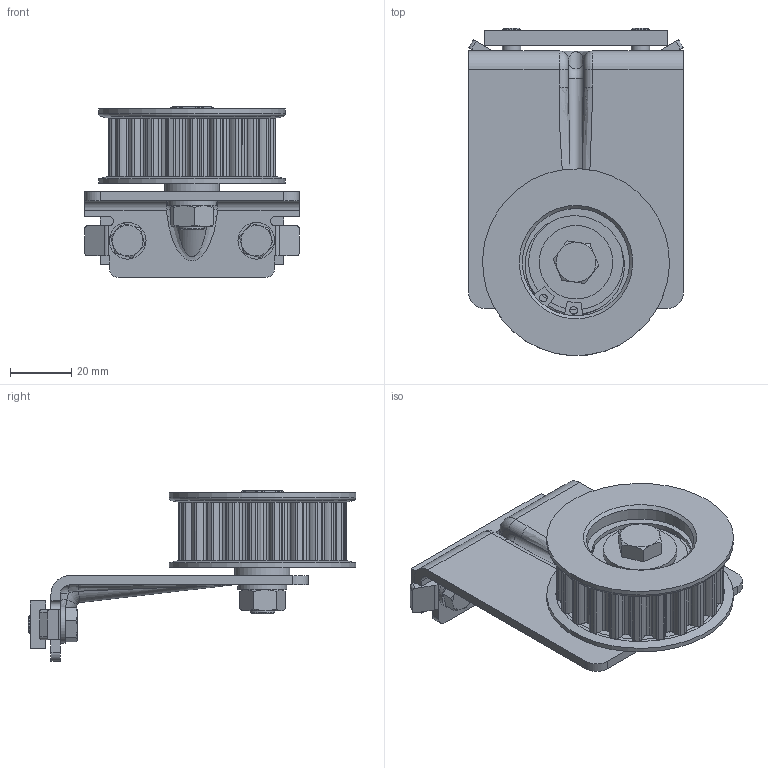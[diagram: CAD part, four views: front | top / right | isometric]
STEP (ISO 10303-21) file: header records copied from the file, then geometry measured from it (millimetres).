
FILE_DESCRIPTION(/* description */ (''),/* implementation_level */ '2;1');
FILE_NAME(/* name */ '6FB1104-0AT03-0AS0_3d.stp',/* time_stamp */ '2018-01-25T15:12:06+01:00',/* author */ ('Naepfel'),/* organization */ ('Siemens AG'),/* preprocessor_version */ 'ST-DEVELOPER v16',/* originating_system */ 'SIEMENS PLM Software NX 10.0',/* authorisation */ '');
FILE_SCHEMA (('AUTOMOTIVE_DESIGN { 1 0 10303 214 3 1 1 1 }'));
Length unit declared in the file: millimetre
Products named in the file (2): A5E43786644A_001; A5E43786514A_001
Assembly tree (1 placements, depth 2):
  A5E43786514A_001
    A5E43786644A_001
Bounding box: 70.01 x 106.87 x 55.8 mm (x, y, z)
Volume: 74507.3 mm3; surface area: 50319.5 mm2
Topology: 23 solids, 23 shells, 491 faces, 1282 edges, 826 vertices
Faces by surface type: cylinder 257, plane 153, cone 41, torus 22, sphere 10, bspline 8
Full cylindrical faces by diameter (mm): 2.5 x2, 5 x8, 6 x2, 6.4 x2, 6.912 x1, 7 x2, 8 x1, 8.1 x1, 8.3 x1, 8.4 x2, 12 x2, 15 x1, 16 x1, 18 x1, 24 x1, 33 x1, 35 x2, 37 x1, 48 x2, 49 x1, 61 x2
Entity records: 17074 total; most frequent: CARTESIAN_POINT 3688, DIRECTION 2642, ORIENTED_EDGE 2390, EDGE_CURVE 1195, AXIS2_PLACEMENT_3D 1123, VERTEX_POINT 807, CIRCLE 633, EDGE_LOOP 596
